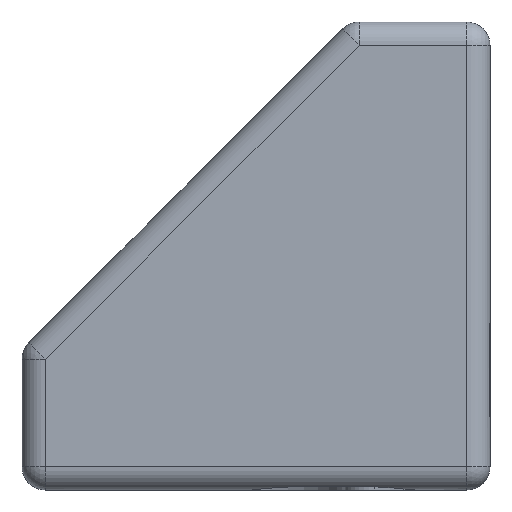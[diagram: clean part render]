
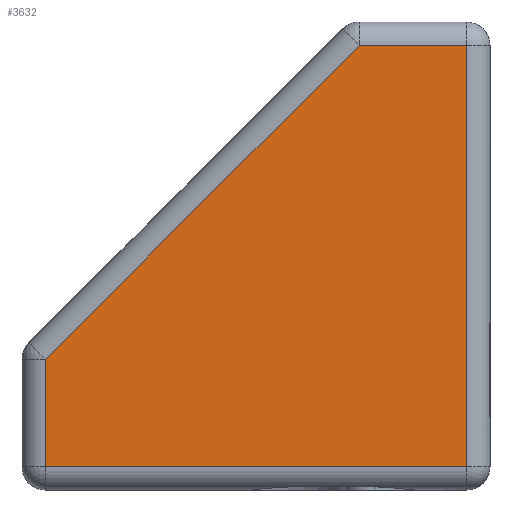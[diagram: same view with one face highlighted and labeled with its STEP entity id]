
A CAD part, left-side view. The second image highlights one B-rep face of the part: STEP entity #3632.
In plain terms, the highlighted planar face has unit normal (-1, 0, 0).
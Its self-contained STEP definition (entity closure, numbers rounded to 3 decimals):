
#1020 = DIRECTION ( 'NONE',  ( 0., 0., -1. ) ) ;
#1054 = DIRECTION ( 'NONE',  ( 1., 0., 0. ) ) ;
#1244 = CARTESIAN_POINT ( 'NONE',  ( -15., 8.379, 28.5 ) ) ;
#1506 = VECTOR ( 'NONE', #6237, 1000. ) ;
#1634 = DIRECTION ( 'NONE',  ( 0., -1., 0. ) ) ;
#1713 = CARTESIAN_POINT ( 'NONE',  ( -15., 0., 30. ) ) ;
#1864 = PLANE ( 'NONE',  #3674 ) ;
#2237 = CARTESIAN_POINT ( 'NONE',  ( -15., 1.5, 28.5 ) ) ;
#2463 = CARTESIAN_POINT ( 'NONE',  ( -15., 1.5, 1.5 ) ) ;
#3141 = EDGE_CURVE ( 'NONE', #6186, #4649, #9845, .T. ) ;
#3323 = CARTESIAN_POINT ( 'NONE',  ( -15., 0., 28.5 ) ) ;
#3517 = CARTESIAN_POINT ( 'NONE',  ( -15., 28.5, 30. ) ) ;
#3632 = ADVANCED_FACE ( 'NONE', ( #4761 ), #1864, .F. ) ;
#3674 = AXIS2_PLACEMENT_3D ( 'NONE', #1713, #1054, #1020 ) ;
#4204 = EDGE_CURVE ( 'NONE', #4649, #5525, #9019, .T. ) ;
#4459 = CARTESIAN_POINT ( 'NONE',  ( -15., 0., 1.5 ) ) ;
#4649 = VERTEX_POINT ( 'NONE', #2237 ) ;
#4761 = FACE_OUTER_BOUND ( 'NONE', #5280, .T. ) ;
#4835 = ORIENTED_EDGE ( 'NONE', *, *, #4204, .T. ) ;
#5280 = EDGE_LOOP ( 'NONE', ( #8004, #9901, #4835, #10027, #6113 ) ) ;
#5319 = EDGE_CURVE ( 'NONE', #8830, #6186, #6908, .T. ) ;
#5525 = VERTEX_POINT ( 'NONE', #1244 ) ;
#6113 = ORIENTED_EDGE ( 'NONE', *, *, #7121, .T. ) ;
#6186 = VERTEX_POINT ( 'NONE', #2463 ) ;
#6237 = DIRECTION ( 'NONE',  ( 0., 1., 0. ) ) ;
#6581 = CARTESIAN_POINT ( 'NONE',  ( -15., 28.5, 1.5 ) ) ;
#6658 = VERTEX_POINT ( 'NONE', #11215 ) ;
#6908 = LINE ( 'NONE', #4459, #9124 ) ;
#7121 = EDGE_CURVE ( 'NONE', #6658, #8830, #7882, .T. ) ;
#7312 = DIRECTION ( 'NONE',  ( 0., 0., -1. ) ) ;
#7313 = VECTOR ( 'NONE', #7660, 1000. ) ;
#7591 = VECTOR ( 'NONE', #7312, 1000. ) ;
#7594 = LINE ( 'NONE', #7885, #10123 ) ;
#7660 = DIRECTION ( 'NONE',  ( 0., 0., 1. ) ) ;
#7882 = LINE ( 'NONE', #3517, #7591 ) ;
#7885 = CARTESIAN_POINT ( 'NONE',  ( -15., 3.439, 33.439 ) ) ;
#7943 = CARTESIAN_POINT ( 'NONE',  ( -15., 1.5, 30. ) ) ;
#8004 = ORIENTED_EDGE ( 'NONE', *, *, #5319, .T. ) ;
#8830 = VERTEX_POINT ( 'NONE', #6581 ) ;
#9019 = LINE ( 'NONE', #3323, #1506 ) ;
#9124 = VECTOR ( 'NONE', #1634, 1000. ) ;
#9758 = DIRECTION ( 'NONE',  ( 0., 0.707, -0.707 ) ) ;
#9845 = LINE ( 'NONE', #7943, #7313 ) ;
#9901 = ORIENTED_EDGE ( 'NONE', *, *, #3141, .T. ) ;
#10027 = ORIENTED_EDGE ( 'NONE', *, *, #12195, .T. ) ;
#10123 = VECTOR ( 'NONE', #9758, 1000. ) ;
#11215 = CARTESIAN_POINT ( 'NONE',  ( -15., 28.5, 8.379 ) ) ;
#12195 = EDGE_CURVE ( 'NONE', #5525, #6658, #7594, .T. ) ;
